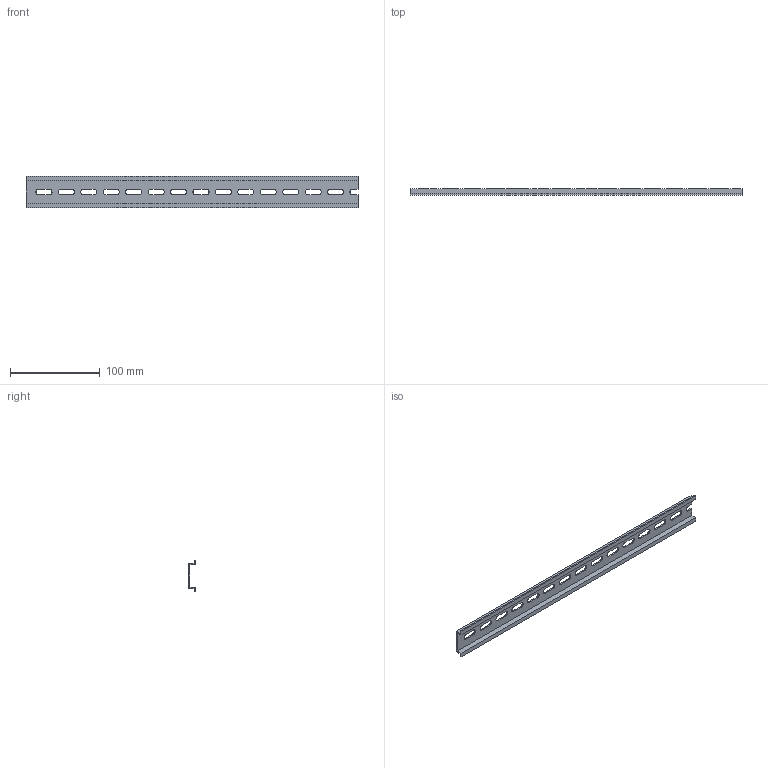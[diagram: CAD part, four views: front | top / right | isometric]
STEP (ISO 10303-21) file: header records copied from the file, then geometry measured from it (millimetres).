
FILE_DESCRIPTION (( 'STEP AP203' ), '1' );
FILE_NAME ('CPP544_Default.step', '2025-05-14T12:45:27', ( 'Windows User' ), ( 'AUTOMATION DIRECT' ), 'SwSTEP 2.0', 'SolidWorks 2024', '' );
FILE_SCHEMA (( 'CONFIG_CONTROL_DESIGN' ));
Length unit declared in the file: millimetre
Products named in the file (1): CPP544_Default
Bounding box: 370 x 7.5 x 35 mm (x, y, z)
Volume: 23803.8 mm3; surface area: 33919.4 mm2
Topology: 1 solids, 1 shells, 74 faces, 216 edges, 144 vertices
Faces by surface type: plane 45, cylinder 29
Entity records: 2591 total; most frequent: CARTESIAN_POINT 435, ORIENTED_EDGE 432, DIRECTION 424, EDGE_CURVE 216, VECTOR 158, LINE 158, VERTEX_POINT 144, AXIS2_PLACEMENT_3D 133
